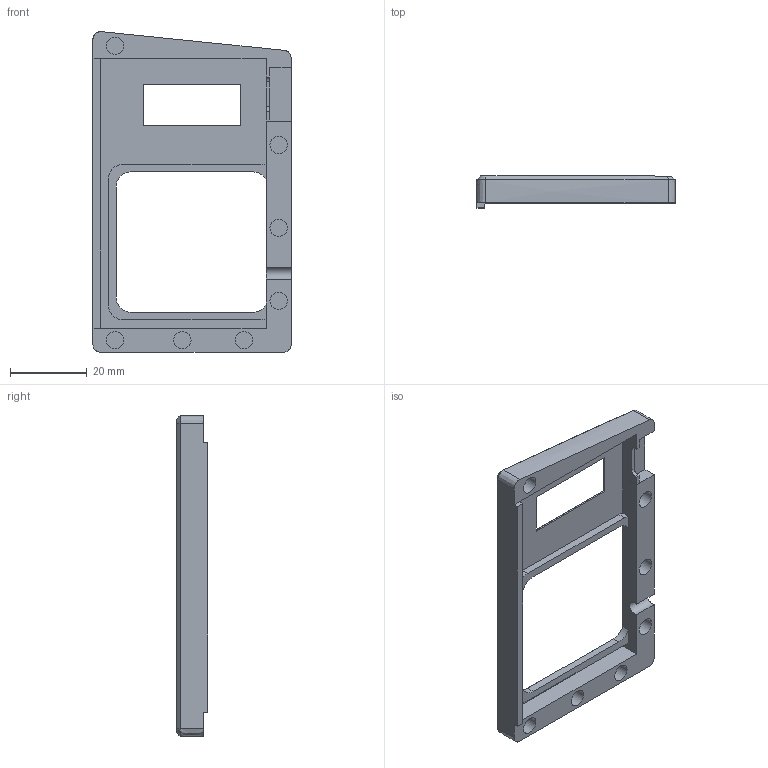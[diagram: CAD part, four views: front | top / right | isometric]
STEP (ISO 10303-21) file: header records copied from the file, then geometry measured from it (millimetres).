
FILE_DESCRIPTION(/* description */ (''),/* implementation_level */ '2;1');
FILE_NAME(/* name */ 'case_top_right.step',/* time_stamp */ '2025-07-31T22:04:21+01:00',/* author */ (''),/* organization */ (''),/* preprocessor_version */ 'ST-DEVELOPER v20.1',/* originating_system */ 'Autodesk Translation Framework v14.10.0.0',/* authorisation */ '');
FILE_SCHEMA (('AUTOMOTIVE_DESIGN { 1 0 10303 214 3 1 1 }'));
Length unit declared in the file: millimetre
Products named in the file (1): Case Top(Mirror)
Bounding box: 51.5 x 8.2 x 83.36 mm (x, y, z)
Volume: 9807.6 mm3; surface area: 9171.5 mm2
Topology: 1 solids, 1 shells, 86 faces, 220 edges, 135 vertices
Faces by surface type: plane 52, cylinder 22, bspline 12
Full cylindrical faces by diameter (mm): 4.5 x7
Entity records: 2984 total; most frequent: CARTESIAN_POINT 904, ORIENTED_EDGE 440, DIRECTION 390, EDGE_CURVE 220, LINE 148, VECTOR 148, VERTEX_POINT 135, AXIS2_PLACEMENT_3D 121
